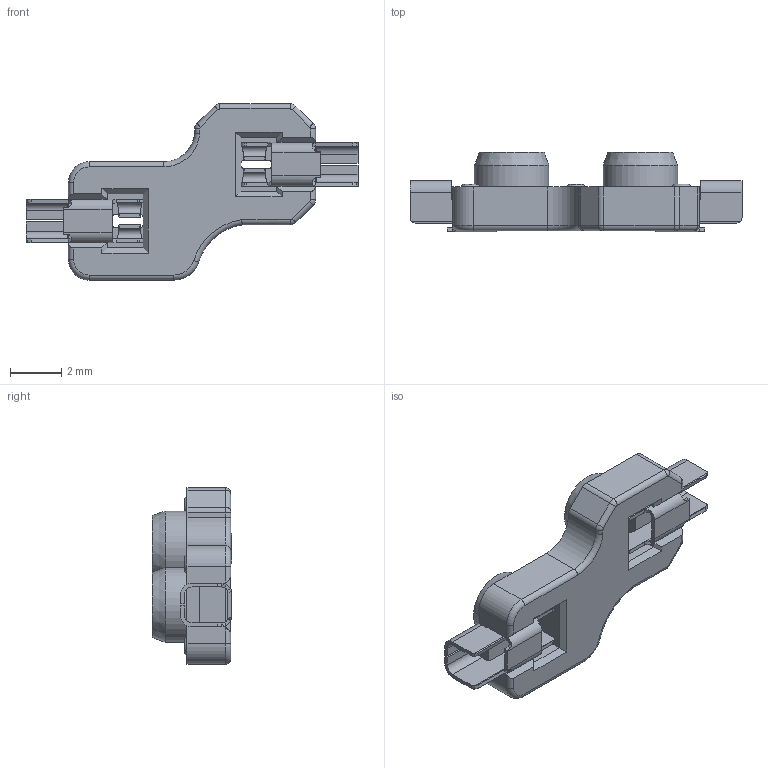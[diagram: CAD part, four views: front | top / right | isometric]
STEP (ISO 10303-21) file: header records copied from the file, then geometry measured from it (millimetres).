
FILE_DESCRIPTION(/* description */ ('STEP AP242','CAx-IF Rec.Pracs.---Representation and Presentation of Product Manufacturing Information (PMI)---4.0---2014-10-13','CAx-IF Rec.Pracs.---3D Tessellated Geometry---0.4---2014-09-14','2;1'),/* implementation_level */ '2;1');
FILE_NAME(/* name */ '643063bf54735e707c9c9cbb',/* time_stamp */ '2023-04-07T18:41:03+00:00',/* author */ (''),/* organization */ (''),/* preprocessor_version */ 'ST-DEVELOPER v18.102',/* originating_system */ ' ',/* authorisation */ ' ');
FILE_SCHEMA (('AP242_MANAGED_MODEL_BASED_3D_ENGINEERING_MIM_LF { 1 0 10303 442 1 1 4 }'));
Length unit declared in the file: metre
Products named in the file (3): PG1350; socket; pin
Assembly tree (3 placements, depth 2):
  PG1350
    socket
    pin  x2
Bounding box: 12.9 x 3.09 x 6.85 mm (x, y, z)
Volume: 76.3 mm3; surface area: 273.7 mm2
Topology: 3 solids, 3 shells, 282 faces, 710 edges, 439 vertices
Faces by surface type: plane 155, cylinder 77, bspline 24, torus 16, cone 10
Full cylindrical faces by diameter (mm): 2.9 x2
Entity records: 6149 total; most frequent: CARTESIAN_POINT 1334, ORIENTED_EDGE 982, DIRECTION 977, EDGE_CURVE 491, AXIS2_PLACEMENT_3D 326, LINE 325, VECTOR 325, VERTEX_POINT 307
